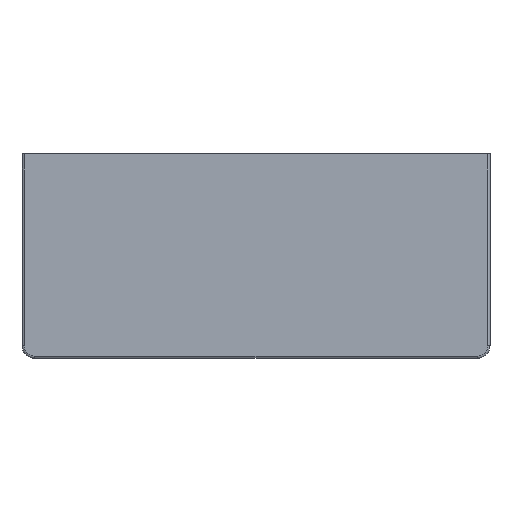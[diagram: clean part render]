
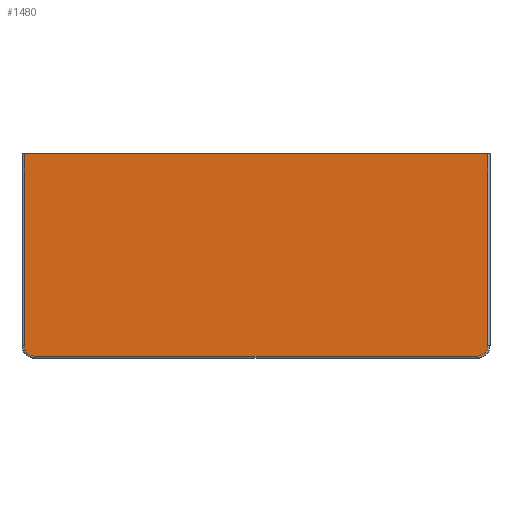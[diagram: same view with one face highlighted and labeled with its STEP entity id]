
A CAD part, top view. The second image highlights one B-rep face of the part: STEP entity #1480.
In plain terms, the highlighted planar face has unit normal (0, 0, 1).
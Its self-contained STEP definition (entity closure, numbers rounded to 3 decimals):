
#1320=CARTESIAN_POINT('',(74019.076,-7036.695,1039.0));
#1321=VERTEX_POINT('',#1320);
#1353=CARTESIAN_POINT('',(73213.076,-7036.695,1039.0));
#1354=VERTEX_POINT('',#1353);
#1361=CARTESIAN_POINT('',(73213.076,-7036.695,1039.0));
#1362=DIRECTION('',(1.0,0.0,0.0));
#1363=VECTOR('',#1362,806.0);
#1364=LINE('',#1361,#1363);
#1365=EDGE_CURVE('',#1354,#1321,#1364,.T.);
#1432=CARTESIAN_POINT('',(73616.076,-7388.196,1039.0));
#1433=DIRECTION('',(0.0,0.0,1.0));
#1434=DIRECTION('',(1.0,0.0,0.0));
#1435=AXIS2_PLACEMENT_3D('',#1432,#1433,#1434);
#1436=PLANE('',#1435);
#1437=ORIENTED_EDGE('',*,*,#1365,.F.);
#1438=CARTESIAN_POINT('',(73213.076,-7370.195,1039.0));
#1439=VERTEX_POINT('',#1438);
#1440=CARTESIAN_POINT('',(73213.076,-7370.195,1039.0));
#1441=DIRECTION('',(0.0,1.0,0.0));
#1442=VECTOR('',#1441,333.5);
#1443=LINE('',#1440,#1442);
#1444=EDGE_CURVE('',#1439,#1354,#1443,.T.);
#1445=ORIENTED_EDGE('',*,*,#1444,.F.);
#1446=CARTESIAN_POINT('',(73231.076,-7388.195,1039.0));
#1447=VERTEX_POINT('',#1446);
#1448=CARTESIAN_POINT('',(73231.076,-7370.195,1039.));
#1449=DIRECTION('',(0.,0.,-1.0));
#1450=DIRECTION('',(-1.0,0.,0.));
#1451=AXIS2_PLACEMENT_3D('',#1448,#1449,#1450);
#1452=CIRCLE('',#1451,18.);
#1453=EDGE_CURVE('',#1447,#1439,#1452,.T.);
#1454=ORIENTED_EDGE('',*,*,#1453,.F.);
#1455=CARTESIAN_POINT('',(74001.076,-7388.195,1039.0));
#1456=VERTEX_POINT('',#1455);
#1457=CARTESIAN_POINT('',(74001.076,-7388.195,1039.0));
#1458=DIRECTION('',(-1.0,0.0,0.0));
#1459=VECTOR('',#1458,770.0);
#1460=LINE('',#1457,#1459);
#1461=EDGE_CURVE('',#1456,#1447,#1460,.T.);
#1462=ORIENTED_EDGE('',*,*,#1461,.F.);
#1463=CARTESIAN_POINT('',(74019.076,-7370.195,1039.0));
#1464=VERTEX_POINT('',#1463);
#1465=CARTESIAN_POINT('',(74001.076,-7370.195,1039.0));
#1466=DIRECTION('',(0.0,0.0,-1.0));
#1467=DIRECTION('',(0.0,-1.0,0.0));
#1468=AXIS2_PLACEMENT_3D('',#1465,#1466,#1467);
#1469=CIRCLE('',#1468,18.);
#1470=EDGE_CURVE('',#1464,#1456,#1469,.T.);
#1471=ORIENTED_EDGE('',*,*,#1470,.F.);
#1472=CARTESIAN_POINT('',(74019.076,-7036.695,1039.0));
#1473=DIRECTION('',(0.0,-1.0,0.0));
#1474=VECTOR('',#1473,333.5);
#1475=LINE('',#1472,#1474);
#1476=EDGE_CURVE('',#1321,#1464,#1475,.T.);
#1477=ORIENTED_EDGE('',*,*,#1476,.F.);
#1478=EDGE_LOOP('',(#1437,#1445,#1454,#1462,#1471,#1477));
#1479=FACE_OUTER_BOUND('',#1478,.T.);
#1480=ADVANCED_FACE('',(#1479),#1436,.T.);
